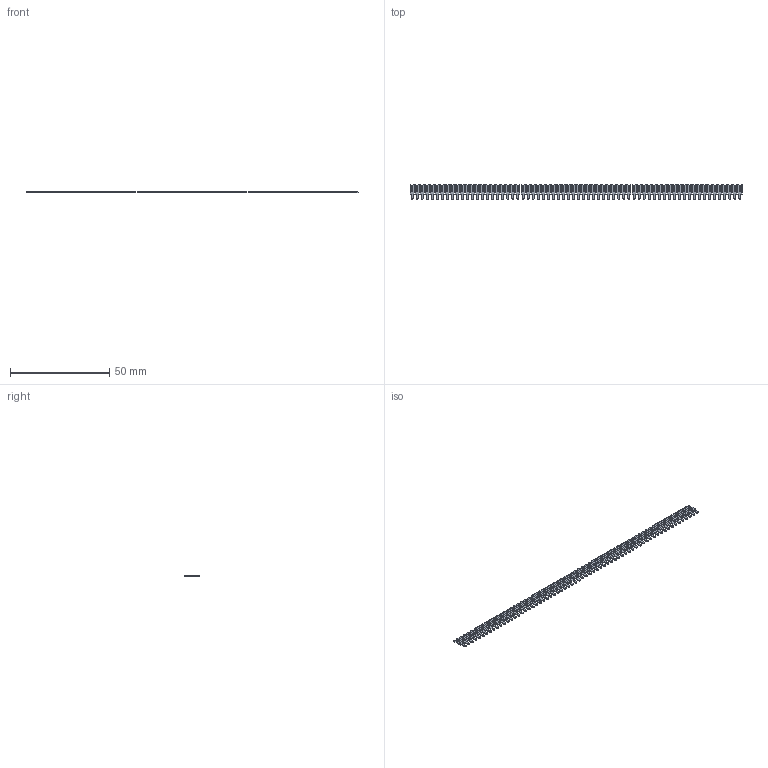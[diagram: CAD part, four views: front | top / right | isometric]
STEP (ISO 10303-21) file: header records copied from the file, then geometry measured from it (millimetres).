
FILE_DESCRIPTION (( 'STEP AP203' ), '1' );
FILE_NAME ('103-066-253-100.STEP', '2020-04-16T16:41:10', ( '' ), ( '' ), 'SwSTEP 2.0', 'SolidWorks 2016', '' );
FILE_SCHEMA (( 'CONFIG_CONTROL_DESIGN' ));
Length unit declared in the file: inch
Products named in the file (2): 103-066-253-100; 100-290-001_100-290-253
Assembly tree (66 placements, depth 2):
  103-066-253-100
    100-290-001_100-290-253  x66
Bounding box: 167.13 x 7.62 x 0.51 mm (x, y, z)
Volume: 364.2 mm3; surface area: 2270.9 mm2
Topology: 66 solids, 66 shells, 1320 faces, 3564 edges, 2376 vertices
Faces by surface type: plane 1254, cylinder 66
Entity records: 2900 total; most frequent: DIRECTION 234, CARTESIAN_POINT 179, LOCAL_TIME 142, DATE_AND_TIME 142, CALENDAR_DATE 142, COORDINATED_UNIVERSAL_TIME_OFFSET 142, ORIENTED_EDGE 108, AXIS2_PLACEMENT_3D 91
